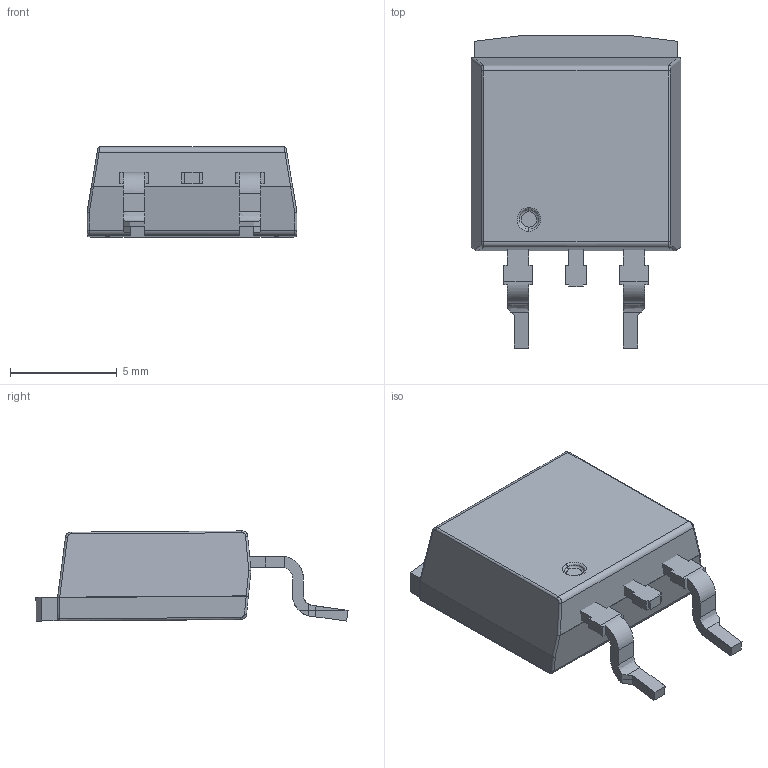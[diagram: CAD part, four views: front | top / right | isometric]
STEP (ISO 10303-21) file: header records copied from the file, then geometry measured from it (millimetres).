
FILE_DESCRIPTION(/* description */ (''),/* implementation_level */ '2;1');
FILE_NAME(/* name */ 'TO263-~1',/* time_stamp */ '2015-03-28T19:02:42+01:00',/* author */ (''),/* organization */ (''),/* preprocessor_version */ 'ST-DEVELOPER v14',/* originating_system */ '',/* authorisation */ '');
FILE_SCHEMA (('AUTOMOTIVE_DESIGN'));
Length unit declared in the file: millimetre
Products named in the file (1): Document
Bounding box: 9.82 x 14.6 x 4.22 mm (x, y, z)
Volume: 363.2 mm3; surface area: 542.7 mm2
Topology: 5 solids, 5 shells, 215 faces, 539 edges, 342 vertices
Faces by surface type: bspline 147, plane 68
Entity records: 7307 total; most frequent: CARTESIAN_POINT 3844, ORIENTED_EDGE 1078, EDGE_CURVE 539, B_SPLINE_CURVE_WITH_KNOTS 456, VERTEX_POINT 342, EDGE_LOOP 223, ADVANCED_FACE 215, FACE_OUTER_BOUND 215
